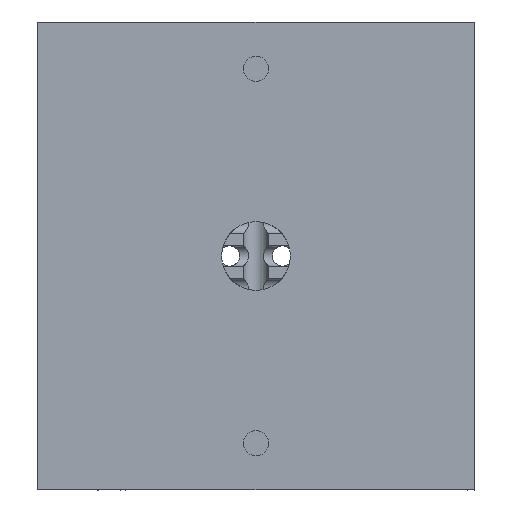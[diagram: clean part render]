
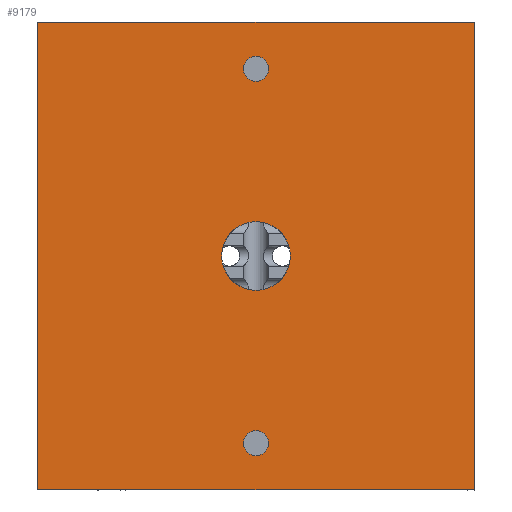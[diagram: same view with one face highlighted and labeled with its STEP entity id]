
A CAD part, front view. The second image highlights one B-rep face of the part: STEP entity #9179.
In plain terms, the highlighted planar face has unit normal (0, -1, 0).
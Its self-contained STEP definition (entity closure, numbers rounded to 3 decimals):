
#137 = CIRCLE ( 'NONE', #13900, 4. ) ;
#139 = ORIENTED_EDGE ( 'NONE', *, *, #9232, .F. ) ;
#313 = CARTESIAN_POINT ( 'NONE',  ( -69.875, 0., 75. ) ) ;
#323 = DIRECTION ( 'NONE',  ( 0., -1., 0. ) ) ;
#371 = CARTESIAN_POINT ( 'NONE',  ( 0., 0., -11. ) ) ;
#440 = CARTESIAN_POINT ( 'NONE',  ( 0., 0., -60. ) ) ;
#599 = CARTESIAN_POINT ( 'NONE',  ( 0., 0., 64. ) ) ;
#1092 = AXIS2_PLACEMENT_3D ( 'NONE', #11045, #14392, #7651 ) ;
#1317 = LINE ( 'NONE', #9080, #4334 ) ;
#1499 = VERTEX_POINT ( 'NONE', #7163 ) ;
#1584 = LINE ( 'NONE', #11715, #2463 ) ;
#1703 = CARTESIAN_POINT ( 'NONE',  ( 0., 0., -60. ) ) ;
#1799 = CARTESIAN_POINT ( 'NONE',  ( 69.875, 0., -75. ) ) ;
#1914 = ORIENTED_EDGE ( 'NONE', *, *, #8450, .F. ) ;
#1954 = DIRECTION ( 'NONE',  ( 0., -1., 0. ) ) ;
#1979 = ORIENTED_EDGE ( 'NONE', *, *, #4596, .F. ) ;
#2029 = VERTEX_POINT ( 'NONE', #5665 ) ;
#2159 = ORIENTED_EDGE ( 'NONE', *, *, #4188, .F. ) ;
#2226 = VERTEX_POINT ( 'NONE', #3545 ) ;
#2232 = VECTOR ( 'NONE', #13005, 1000. ) ;
#2391 = FACE_OUTER_BOUND ( 'NONE', #7509, .T. ) ;
#2461 = CARTESIAN_POINT ( 'NONE',  ( -69.875, 0., -75. ) ) ;
#2463 = VECTOR ( 'NONE', #13980, 1000. ) ;
#2542 = AXIS2_PLACEMENT_3D ( 'NONE', #440, #4814, #9310 ) ;
#2569 = FACE_BOUND ( 'NONE', #14546, .T. ) ;
#2606 = DIRECTION ( 'NONE',  ( 0., 0., 1. ) ) ;
#2738 = CARTESIAN_POINT ( 'NONE',  ( 69.875, 0., 75. ) ) ;
#3545 = CARTESIAN_POINT ( 'NONE',  ( -69.875, 0., 75. ) ) ;
#3680 = CARTESIAN_POINT ( 'NONE',  ( 0., 0., 0. ) ) ;
#3749 = CARTESIAN_POINT ( 'NONE',  ( 0., 0., 0. ) ) ;
#3996 = FACE_BOUND ( 'NONE', #13127, .T. ) ;
#4143 = VERTEX_POINT ( 'NONE', #7067 ) ;
#4152 = AXIS2_PLACEMENT_3D ( 'NONE', #4170, #10932, #12041 ) ;
#4170 = CARTESIAN_POINT ( 'NONE',  ( 0., 0., 60. ) ) ;
#4188 = EDGE_CURVE ( 'NONE', #6970, #4430, #1584, .T. ) ;
#4334 = VECTOR ( 'NONE', #13846, 1000. ) ;
#4339 = ORIENTED_EDGE ( 'NONE', *, *, #5550, .F. ) ;
#4430 = VERTEX_POINT ( 'NONE', #2461 ) ;
#4596 = EDGE_CURVE ( 'NONE', #7306, #4143, #6319, .T. ) ;
#4763 = ORIENTED_EDGE ( 'NONE', *, *, #13325, .F. ) ;
#4782 = ORIENTED_EDGE ( 'NONE', *, *, #6127, .F. ) ;
#4814 = DIRECTION ( 'NONE',  ( 0., -1., 0. ) ) ;
#4850 = VERTEX_POINT ( 'NONE', #6069 ) ;
#4927 = DIRECTION ( 'NONE',  ( 0., -1., 0. ) ) ;
#5179 = ORIENTED_EDGE ( 'NONE', *, *, #9074, .F. ) ;
#5182 = ORIENTED_EDGE ( 'NONE', *, *, #6938, .F. ) ;
#5518 = AXIS2_PLACEMENT_3D ( 'NONE', #3680, #9393, #9230 ) ;
#5550 = EDGE_CURVE ( 'NONE', #4143, #7306, #8890, .T. ) ;
#5665 = CARTESIAN_POINT ( 'NONE',  ( 0., 0., -64. ) ) ;
#5710 = FACE_BOUND ( 'NONE', #9512, .T. ) ;
#6048 = DIRECTION ( 'NONE',  ( 0., 0., -1. ) ) ;
#6069 = CARTESIAN_POINT ( 'NONE',  ( 0., 0., -56. ) ) ;
#6123 = PLANE ( 'NONE',  #5518 ) ;
#6127 = EDGE_CURVE ( 'NONE', #8824, #11271, #6396, .T. ) ;
#6319 = CIRCLE ( 'NONE', #9752, 11. ) ;
#6396 = CIRCLE ( 'NONE', #4152, 4. ) ;
#6408 = CARTESIAN_POINT ( 'NONE',  ( 0., 0., 60. ) ) ;
#6938 = EDGE_CURVE ( 'NONE', #2029, #4850, #12829, .T. ) ;
#6970 = VERTEX_POINT ( 'NONE', #1799 ) ;
#6994 = CIRCLE ( 'NONE', #9720, 4. ) ;
#7067 = CARTESIAN_POINT ( 'NONE',  ( 0., 0., 11. ) ) ;
#7108 = DIRECTION ( 'NONE',  ( 0., 0., -1. ) ) ;
#7163 = CARTESIAN_POINT ( 'NONE',  ( 69.875, 0., 75. ) ) ;
#7306 = VERTEX_POINT ( 'NONE', #371 ) ;
#7485 = DIRECTION ( 'NONE',  ( 0., 0., -1. ) ) ;
#7509 = EDGE_LOOP ( 'NONE', ( #139, #2159, #1914, #5179 ) ) ;
#7651 = DIRECTION ( 'NONE',  ( 0., 0., -1. ) ) ;
#8450 = EDGE_CURVE ( 'NONE', #1499, #6970, #14204, .T. ) ;
#8514 = LINE ( 'NONE', #313, #9582 ) ;
#8824 = VERTEX_POINT ( 'NONE', #599 ) ;
#8890 = CIRCLE ( 'NONE', #1092, 11. ) ;
#9074 = EDGE_CURVE ( 'NONE', #2226, #1499, #1317, .T. ) ;
#9080 = CARTESIAN_POINT ( 'NONE',  ( 69.875, 0., 75. ) ) ;
#9179 = ADVANCED_FACE ( 'NONE', ( #2569, #5710, #3996, #2391 ), #6123, .F. ) ;
#9230 = DIRECTION ( 'NONE',  ( 0., 0., 1. ) ) ;
#9232 = EDGE_CURVE ( 'NONE', #4430, #2226, #8514, .T. ) ;
#9310 = DIRECTION ( 'NONE',  ( 0., 0., -1. ) ) ;
#9393 = DIRECTION ( 'NONE',  ( 0., 1., 0. ) ) ;
#9512 = EDGE_LOOP ( 'NONE', ( #5182, #4763 ) ) ;
#9582 = VECTOR ( 'NONE', #2606, 1000. ) ;
#9720 = AXIS2_PLACEMENT_3D ( 'NONE', #6408, #1954, #7485 ) ;
#9746 = ORIENTED_EDGE ( 'NONE', *, *, #11988, .F. ) ;
#9752 = AXIS2_PLACEMENT_3D ( 'NONE', #3749, #323, #7108 ) ;
#10932 = DIRECTION ( 'NONE',  ( 0., -1., 0. ) ) ;
#11045 = CARTESIAN_POINT ( 'NONE',  ( 0., 0., 0. ) ) ;
#11271 = VERTEX_POINT ( 'NONE', #12796 ) ;
#11715 = CARTESIAN_POINT ( 'NONE',  ( 69.875, 0., -75. ) ) ;
#11988 = EDGE_CURVE ( 'NONE', #11271, #8824, #6994, .T. ) ;
#12041 = DIRECTION ( 'NONE',  ( 0., 0., -1. ) ) ;
#12796 = CARTESIAN_POINT ( 'NONE',  ( 0., 0., 56. ) ) ;
#12829 = CIRCLE ( 'NONE', #2542, 4. ) ;
#13005 = DIRECTION ( 'NONE',  ( 0., 0., -1. ) ) ;
#13127 = EDGE_LOOP ( 'NONE', ( #1979, #4339 ) ) ;
#13325 = EDGE_CURVE ( 'NONE', #4850, #2029, #137, .T. ) ;
#13846 = DIRECTION ( 'NONE',  ( 1., 0., 0. ) ) ;
#13900 = AXIS2_PLACEMENT_3D ( 'NONE', #1703, #4927, #6048 ) ;
#13980 = DIRECTION ( 'NONE',  ( -1., 0., 0. ) ) ;
#14204 = LINE ( 'NONE', #2738, #2232 ) ;
#14392 = DIRECTION ( 'NONE',  ( 0., -1., 0. ) ) ;
#14546 = EDGE_LOOP ( 'NONE', ( #9746, #4782 ) ) ;
